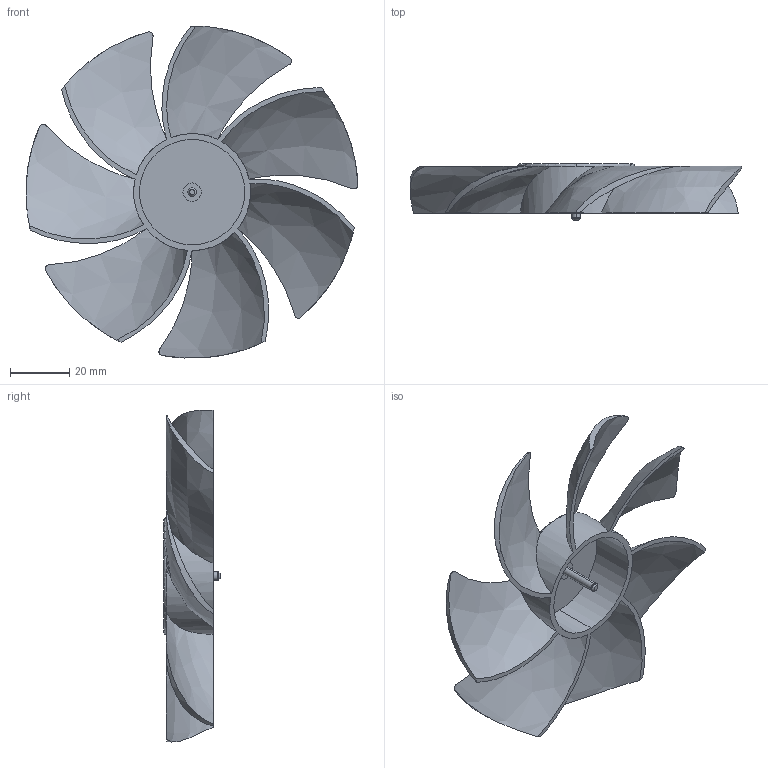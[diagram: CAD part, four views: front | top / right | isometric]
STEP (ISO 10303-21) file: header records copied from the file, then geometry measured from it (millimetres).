
FILE_DESCRIPTION (( 'STEP AP214' ), '1' );
FILE_NAME ('fan blade.STEP', '2024-04-17T02:57:31', ( '' ), ( '' ), 'SwSTEP 2.0', 'SolidWorks 2022', '' );
FILE_SCHEMA (( 'AUTOMOTIVE_DESIGN' ));
Length unit declared in the file: millimetre
Products named in the file (1): fan blade
Bounding box: 111.83 x 18.91 x 111.83 mm (x, y, z)
Volume: 18381.2 mm3; surface area: 24358.1 mm2
Topology: 1 solids, 1 shells, 68 faces, 155 edges, 95 vertices
Faces by surface type: cylinder 28, bspline 21, plane 15, cone 2, torus 2
Entity records: 3354 total; most frequent: CARTESIAN_POINT 1944, ORIENTED_EDGE 310, DIRECTION 241, EDGE_CURVE 155, AXIS2_PLACEMENT_3D 109, VERTEX_POINT 95, EDGE_LOOP 74, B_SPLINE_CURVE_WITH_KNOTS 71
